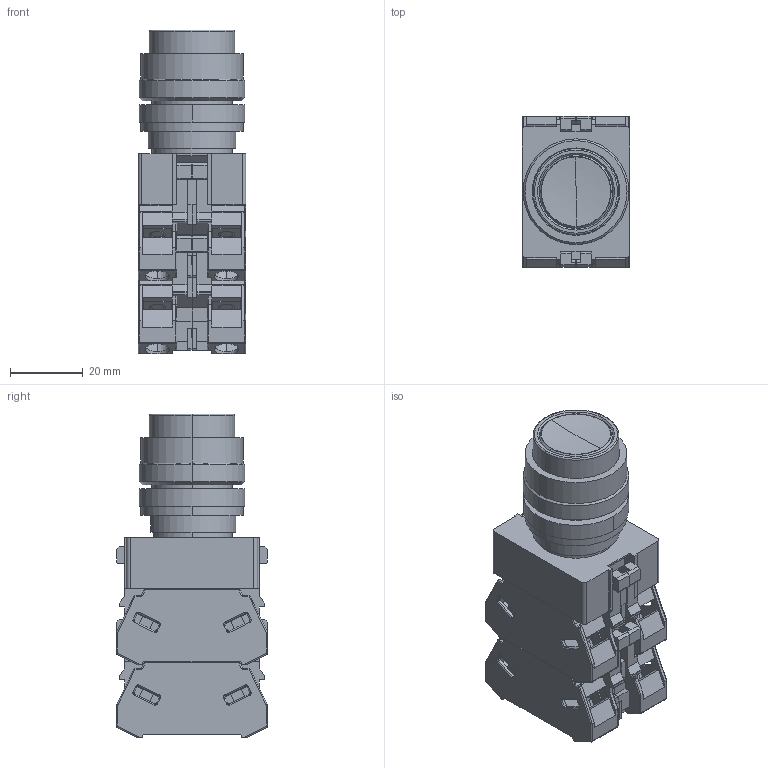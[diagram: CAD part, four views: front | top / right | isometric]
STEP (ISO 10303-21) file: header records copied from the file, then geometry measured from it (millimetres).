
FILE_DESCRIPTION (( 'STEP AP214' ), '1' );
FILE_NAME ('02_A[B][O]W2xx$.STEP', '2021-01-15T07:50:19', ( 'IDEC' ), ( 'IDEC' ), 'SwSTEP 2.0', 'SolidWorks 2019', '' );
FILE_SCHEMA (( 'AUTOMOTIVE_DESIGN' ));
Length unit declared in the file: millimetre
Products named in the file (6): TW-ADJUSTMENT-RING; TW-ROUND-EXTEND-BUTTON; HW-Uxx(R); TW-RING; 02_A[B][O]W2xx$; TW-BODY2
Assembly tree (8 placements, depth 2):
  02_A[B][O]W2xx$
    TW-BODY2
    TW-ROUND-EXTEND-BUTTON
    TW-RING
    TW-ADJUSTMENT-RING
    HW-Uxx(R)  x4
Bounding box: 29.6 x 41.4 x 88.8 mm (x, y, z)
Volume: 67919.2 mm3; surface area: 30106.2 mm2
Topology: 8 solids, 8 shells, 1185 faces, 3242 edges, 2075 vertices
Faces by surface type: plane 713, cylinder 298, bspline 146, cone 26, torus 2
Entity records: 12737 total; most frequent: CARTESIAN_POINT 3036, ORIENTED_EDGE 2044, DIRECTION 1892, EDGE_CURVE 1022, LINE 748, VECTOR 748, VERTEX_POINT 659, AXIS2_PLACEMENT_3D 572
